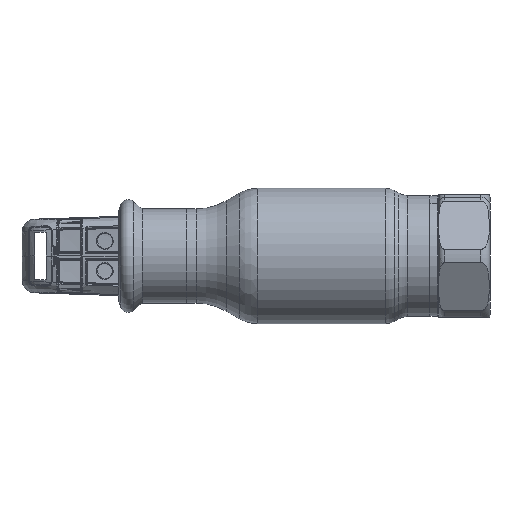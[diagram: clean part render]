
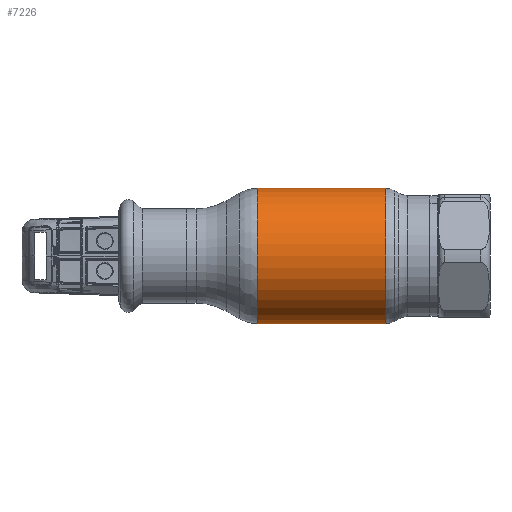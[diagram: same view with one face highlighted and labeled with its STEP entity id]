
A CAD part, front view. The second image highlights one B-rep face of the part: STEP entity #7226.
In plain terms, the highlighted cylindrical face has radius 22.5 mm (diameter 45 mm), a partial arc.
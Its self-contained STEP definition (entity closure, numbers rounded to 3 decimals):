
#3955 = CARTESIAN_POINT ( 'NONE',  ( -21.285, 0., 22.5 ) ) ;
#6794 = EDGE_CURVE ( 'NONE', #55838, #61614, #18552, .T. ) ;
#7226 = ADVANCED_FACE ( 'NONE', ( #38690 ), #47803, .T. ) ;
#10931 = CIRCLE ( 'NONE', #35181, 22.5 ) ;
#12492 = CARTESIAN_POINT ( 'NONE',  ( -62.69, 0., 0. ) ) ;
#13096 = DIRECTION ( 'NONE',  ( -1., 0., 0. ) ) ;
#15474 = ORIENTED_EDGE ( 'NONE', *, *, #26713, .F. ) ;
#17995 = VERTEX_POINT ( 'NONE', #20080 ) ;
#18552 = LINE ( 'NONE', #26367, #28283 ) ;
#20080 = CARTESIAN_POINT ( 'NONE',  ( 21.285, 0., -22.5 ) ) ;
#21003 = AXIS2_PLACEMENT_3D ( 'NONE', #54094, #35340, #58921 ) ;
#22423 = CARTESIAN_POINT ( 'NONE',  ( -62.69, 0., -22.5 ) ) ;
#23269 = VECTOR ( 'NONE', #26817, 1000. ) ;
#26367 = CARTESIAN_POINT ( 'NONE',  ( -62.69, 0., 22.5 ) ) ;
#26622 = CARTESIAN_POINT ( 'NONE',  ( 21.285, 0., 22.5 ) ) ;
#26713 = EDGE_CURVE ( 'NONE', #17995, #46696, #34485, .T. ) ;
#26817 = DIRECTION ( 'NONE',  ( -1., 0., 0. ) ) ;
#28283 = VECTOR ( 'NONE', #59348, 1000. ) ;
#30785 = ORIENTED_EDGE ( 'NONE', *, *, #42774, .T. ) ;
#32724 = DIRECTION ( 'NONE',  ( -1., 0., 0. ) ) ;
#34485 = LINE ( 'NONE', #22423, #23269 ) ;
#34738 = CARTESIAN_POINT ( 'NONE',  ( -21.285, 0., -22.5 ) ) ;
#35181 = AXIS2_PLACEMENT_3D ( 'NONE', #61502, #32724, #61298 ) ;
#35340 = DIRECTION ( 'NONE',  ( -1., 0., 0. ) ) ;
#36558 = DIRECTION ( 'NONE',  ( 0., 0., 1. ) ) ;
#38690 = FACE_OUTER_BOUND ( 'NONE', #57042, .T. ) ;
#39144 = CIRCLE ( 'NONE', #21003, 22.5 ) ;
#42774 = EDGE_CURVE ( 'NONE', #17995, #55838, #10931, .T. ) ;
#45525 = AXIS2_PLACEMENT_3D ( 'NONE', #12492, #13096, #36558 ) ;
#46696 = VERTEX_POINT ( 'NONE', #34738 ) ;
#47803 = CYLINDRICAL_SURFACE ( 'NONE', #45525, 22.5 ) ;
#51747 = ORIENTED_EDGE ( 'NONE', *, *, #52581, .F. ) ;
#52581 = EDGE_CURVE ( 'NONE', #46696, #61614, #39144, .T. ) ;
#54094 = CARTESIAN_POINT ( 'NONE',  ( -21.285, 0., 0. ) ) ;
#55838 = VERTEX_POINT ( 'NONE', #26622 ) ;
#57042 = EDGE_LOOP ( 'NONE', ( #15474, #30785, #58497, #51747 ) ) ;
#58497 = ORIENTED_EDGE ( 'NONE', *, *, #6794, .T. ) ;
#58921 = DIRECTION ( 'NONE',  ( 0., 0., 1. ) ) ;
#59348 = DIRECTION ( 'NONE',  ( -1., 0., 0. ) ) ;
#61298 = DIRECTION ( 'NONE',  ( 0., 0., 1. ) ) ;
#61502 = CARTESIAN_POINT ( 'NONE',  ( 21.285, 0., 0. ) ) ;
#61614 = VERTEX_POINT ( 'NONE', #3955 ) ;
